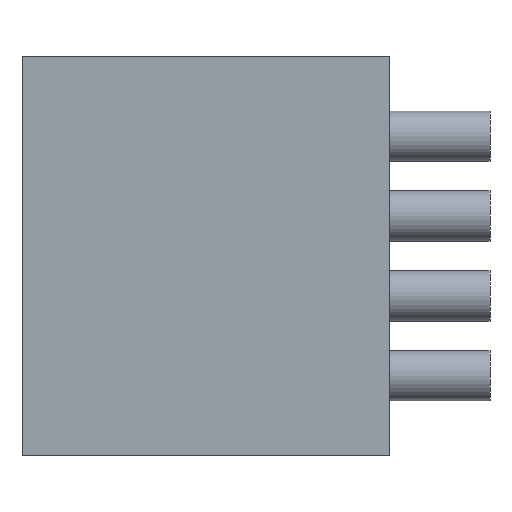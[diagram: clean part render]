
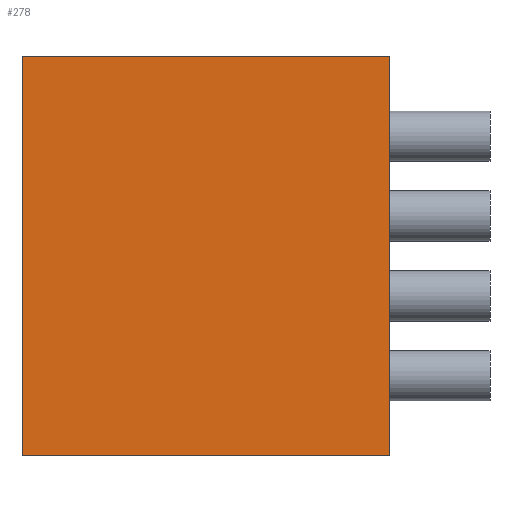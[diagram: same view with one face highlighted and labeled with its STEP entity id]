
A CAD part, left-side view. The second image highlights one B-rep face of the part: STEP entity #278.
In plain terms, the highlighted planar face has unit normal (-1, 0, 0).
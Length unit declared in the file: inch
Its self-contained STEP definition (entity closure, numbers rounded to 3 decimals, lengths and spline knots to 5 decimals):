
#31=PLANE('',#332);
#51=FACE_OUTER_BOUND('',#78,.T.);
#78=EDGE_LOOP('',(#239,#240,#241,#242));
#95=LINE('',#489,#114);
#96=LINE('',#492,#115);
#97=LINE('',#494,#116);
#98=LINE('',#495,#117);
#114=VECTOR('',#411,0.3937);
#115=VECTOR('',#414,0.3937);
#116=VECTOR('',#415,0.3937);
#117=VECTOR('',#416,0.3937);
#152=VERTEX_POINT('',#485);
#153=VERTEX_POINT('',#487);
#154=VERTEX_POINT('',#491);
#155=VERTEX_POINT('',#493);
#183=EDGE_CURVE('',#152,#153,#95,.T.);
#184=EDGE_CURVE('',#154,#152,#96,.T.);
#185=EDGE_CURVE('',#155,#153,#97,.T.);
#186=EDGE_CURVE('',#154,#155,#98,.T.);
#239=ORIENTED_EDGE('',*,*,#184,.T.);
#240=ORIENTED_EDGE('',*,*,#183,.T.);
#241=ORIENTED_EDGE('',*,*,#185,.F.);
#242=ORIENTED_EDGE('',*,*,#186,.F.);
#278=ADVANCED_FACE('',(#51),#31,.T.);
#332=AXIS2_PLACEMENT_3D('',#490,#412,#413);
#411=DIRECTION('',(0.,0.,1.));
#412=DIRECTION('center_axis',(-1.,0.,0.));
#413=DIRECTION('ref_axis',(0.,-1.,0.));
#414=DIRECTION('',(0.,-1.,0.));
#415=DIRECTION('',(0.,-1.,0.));
#416=DIRECTION('',(0.,0.,1.));
#485=CARTESIAN_POINT('',(-0.26,-0.23,0.));
#487=CARTESIAN_POINT('',(-0.26,-0.23,0.5));
#489=CARTESIAN_POINT('',(-0.26,-0.23,0.));
#490=CARTESIAN_POINT('Origin',(-0.26,0.23,0.));
#491=CARTESIAN_POINT('',(-0.26,0.23,0.));
#492=CARTESIAN_POINT('',(-0.26,0.23,0.));
#493=CARTESIAN_POINT('',(-0.26,0.23,0.5));
#494=CARTESIAN_POINT('',(-0.26,0.23,0.5));
#495=CARTESIAN_POINT('',(-0.26,0.23,0.));
